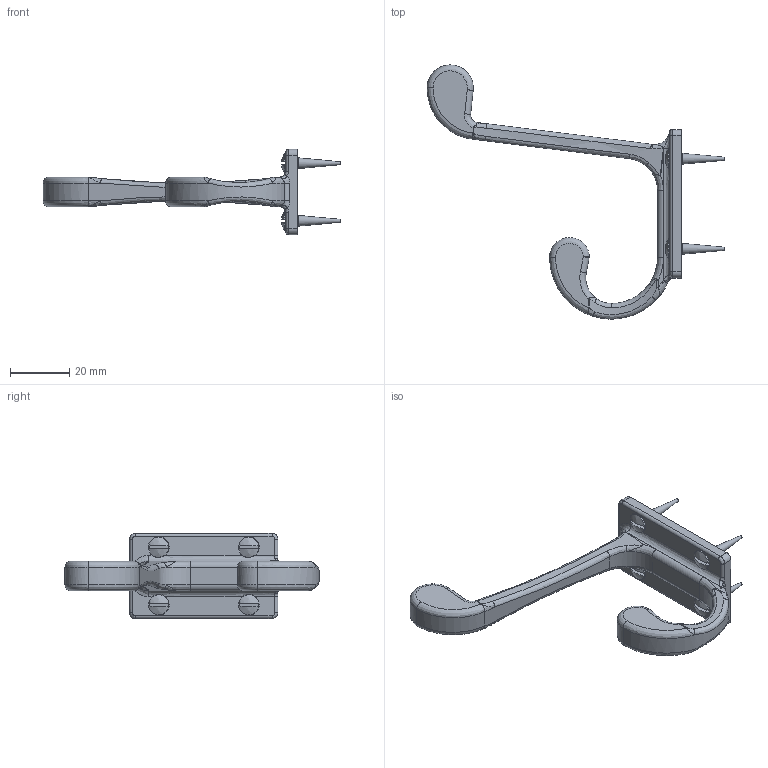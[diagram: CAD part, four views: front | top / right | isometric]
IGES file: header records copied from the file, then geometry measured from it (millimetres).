
Global section: file name: P3055; native system: Autodesk Inventor 2018; preprocessor: unknown; author: ashami; date: 20180911.113110; units: millimetre
Bounding box: 100.34 x 85.65 x 28.8 mm (x, y, z)
Volume: 17119.8 mm3; surface area: 8918.9 mm2
Topology: 5 solids, 5 shells, 202 faces, 496 edges, 298 vertices
Faces by surface type: bspline 202
